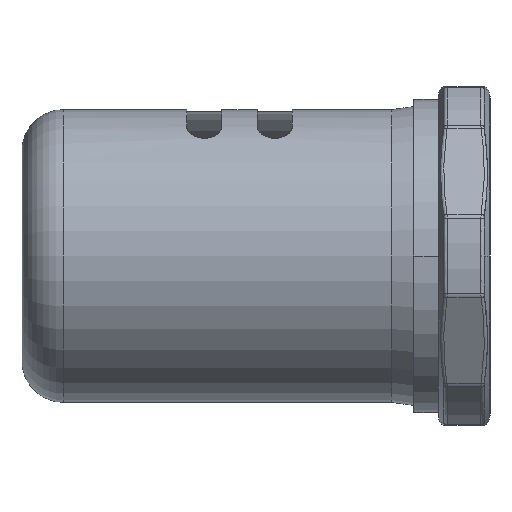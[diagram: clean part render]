
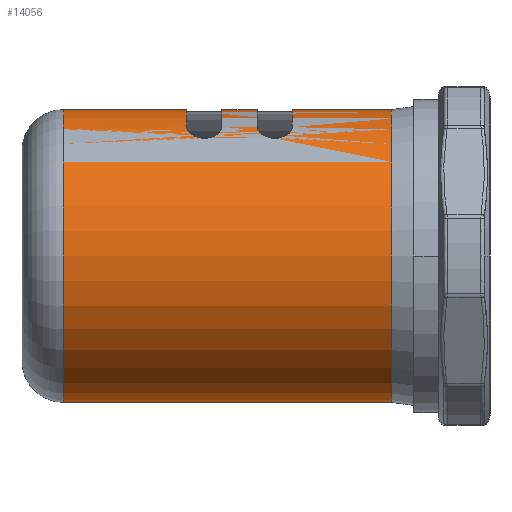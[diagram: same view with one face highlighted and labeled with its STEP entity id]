
A CAD part, left-side view. The second image highlights one B-rep face of the part: STEP entity #14056.
In plain terms, the highlighted cylindrical face has radius 20.765 mm (diameter 41.529 mm), a partial arc.
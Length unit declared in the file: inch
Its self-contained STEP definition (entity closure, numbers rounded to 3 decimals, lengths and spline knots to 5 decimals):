
#13172=CARTESIAN_POINT('',(0.,0.68,0.));
#13173=DIRECTION('',(0.,-1.,0.));
#13174=DIRECTION('',(0.,0.,1.));
#13175=AXIS2_PLACEMENT_3D('',#13172,#13173,#13174);
#13177=DIRECTION('',(0.,1.,0.));
#13178=VECTOR('',#13177,0.55586);
#13179=CARTESIAN_POINT('',(0.,0.12414,0.8175));
#13180=LINE('',#13179,#13178);
#13181=CARTESIAN_POINT('',(0.,0.12414,0.));
#13182=DIRECTION('',(0.,1.,0.));
#13183=DIRECTION('',(0.,0.,-1.));
#13184=AXIS2_PLACEMENT_3D('',#13181,#13182,#13183);
#13186=DIRECTION('',(0.,1.,0.));
#13187=VECTOR('',#13186,1.83586);
#13188=CARTESIAN_POINT('',(0.,0.12414,-0.8175));
#13189=LINE('',#13188,#13187);
#13190=DIRECTION('',(0.,1.,0.));
#13191=VECTOR('',#13190,0.691);
#13192=CARTESIAN_POINT('',(0.,1.269,0.8175));
#13193=LINE('',#13192,#13191);
#13194=CARTESIAN_POINT('',(0.,1.269,0.));
#13195=DIRECTION('',(0.,-1.,0.));
#13196=DIRECTION('',(0.,0.,1.));
#13197=AXIS2_PLACEMENT_3D('',#13194,#13195,#13196);
#13199=CARTESIAN_POINT('',(-0.388,1.074,0.71956));
#13200=CARTESIAN_POINT('',(-0.3948,1.074,0.71589));
#13201=CARTESIAN_POINT('',(-0.40816,1.07538,
0.70844));
#13202=CARTESIAN_POINT('',(-0.42809,1.0818,
0.69658));
#13203=CARTESIAN_POINT('',(-0.44604,1.09227,
0.68519));
#13204=CARTESIAN_POINT('',(-0.46102,1.10587,
0.67517));
#13205=CARTESIAN_POINT('',(-0.4728,1.12204,
0.66695));
#13206=CARTESIAN_POINT('',(-0.48113,1.14029,
0.66094));
#13207=CARTESIAN_POINT('',(-0.48569,1.16092,
0.65758));
#13208=CARTESIAN_POINT('',(-0.48571,1.18193,
0.65757));
#13209=CARTESIAN_POINT('',(-0.48116,1.20265,
0.66092));
#13210=CARTESIAN_POINT('',(-0.47284,1.22089,
0.66692));
#13211=CARTESIAN_POINT('',(-0.46106,1.2371,
0.67514));
#13212=CARTESIAN_POINT('',(-0.44602,1.25075,
0.6852));
#13213=CARTESIAN_POINT('',(-0.42798,1.26125,
0.69664));
#13214=CARTESIAN_POINT('',(-0.40807,1.26764,
0.7085));
#13215=CARTESIAN_POINT('',(-0.39476,1.269,0.71591));
#13216=CARTESIAN_POINT('',(-0.388,1.269,0.71956));
#13218=CARTESIAN_POINT('',(0.,1.074,0.));
#13219=DIRECTION('',(0.,-1.,0.));
#13220=DIRECTION('',(0.,0.,1.));
#13221=AXIS2_PLACEMENT_3D('',#13218,#13219,#13220);
#13223=DIRECTION('',(0.,1.,0.));
#13224=VECTOR('',#13223,0.199);
#13225=CARTESIAN_POINT('',(0.,0.875,0.8175));
#13226=LINE('',#13225,#13224);
#13227=CARTESIAN_POINT('',(0.,0.875,0.));
#13228=DIRECTION('',(0.,-1.,0.));
#13229=DIRECTION('',(0.,0.,1.));
#13230=AXIS2_PLACEMENT_3D('',#13227,#13228,#13229);
#13232=CARTESIAN_POINT('',(-0.388,0.68,0.71956));
#13233=CARTESIAN_POINT('',(-0.3948,0.68,0.71589));
#13234=CARTESIAN_POINT('',(-0.40816,0.68138,
0.70844));
#13235=CARTESIAN_POINT('',(-0.42809,0.6878,
0.69658));
#13236=CARTESIAN_POINT('',(-0.44604,0.69827,
0.68519));
#13237=CARTESIAN_POINT('',(-0.46102,0.71187,
0.67517));
#13238=CARTESIAN_POINT('',(-0.4728,0.72804,
0.66695));
#13239=CARTESIAN_POINT('',(-0.48113,0.74629,
0.66094));
#13240=CARTESIAN_POINT('',(-0.48569,0.76692,
0.65758));
#13241=CARTESIAN_POINT('',(-0.48571,0.78793,
0.65757));
#13242=CARTESIAN_POINT('',(-0.48116,0.80865,
0.66092));
#13243=CARTESIAN_POINT('',(-0.47284,0.82689,
0.66692));
#13244=CARTESIAN_POINT('',(-0.46106,0.8431,
0.67514));
#13245=CARTESIAN_POINT('',(-0.44602,0.85675,
0.6852));
#13246=CARTESIAN_POINT('',(-0.42798,0.86725,
0.69664));
#13247=CARTESIAN_POINT('',(-0.40807,0.87364,
0.7085));
#13248=CARTESIAN_POINT('',(-0.39476,0.875,0.71591));
#13249=CARTESIAN_POINT('',(-0.388,0.875,0.71956));
#13655=CARTESIAN_POINT('',(0.,1.96,0.));
#13656=DIRECTION('',(0.,1.,0.));
#13657=DIRECTION('',(0.,0.,-1.));
#13658=AXIS2_PLACEMENT_3D('',#13655,#13656,#13657);
#13840=CARTESIAN_POINT('',(0.,0.12414,-0.8175));
#13841=CARTESIAN_POINT('',(0.,1.96,-0.8175));
#13842=VERTEX_POINT('',#13840);
#13843=VERTEX_POINT('',#13841);
#13852=CARTESIAN_POINT('',(0.,1.96,0.8175));
#13854=VERTEX_POINT('',#13852);
#13861=CARTESIAN_POINT('',(0.,0.68,0.8175));
#13863=VERTEX_POINT('',#13861);
#13865=CARTESIAN_POINT('',(0.,0.875,0.8175));
#13866=VERTEX_POINT('',#13865);
#13868=CARTESIAN_POINT('',(0.,1.074,0.8175));
#13870=VERTEX_POINT('',#13868);
#13872=CARTESIAN_POINT('',(0.,1.269,0.8175));
#13873=VERTEX_POINT('',#13872);
#13888=CARTESIAN_POINT('',(-0.388,0.68,0.71956));
#13890=VERTEX_POINT('',#13888);
#13892=CARTESIAN_POINT('',(-0.388,0.875,0.71956));
#13894=VERTEX_POINT('',#13892);
#13896=CARTESIAN_POINT('',(-0.388,1.269,0.71956));
#13898=VERTEX_POINT('',#13896);
#13900=CARTESIAN_POINT('',(-0.388,1.074,0.71956));
#13902=VERTEX_POINT('',#13900);
#13904=CARTESIAN_POINT('',(0.,0.12414,0.8175));
#13905=VERTEX_POINT('',#13904);
#14026=CARTESIAN_POINT('',(0.,2.268,0.));
#14027=DIRECTION('',(0.,-1.,0.));
#14028=DIRECTION('',(0.,0.,1.));
#14029=AXIS2_PLACEMENT_3D('',#14026,#14027,#14028);
#14030=CYLINDRICAL_SURFACE('',#14029,0.8175);
#14032=ORIENTED_EDGE('',*,*,#14031,.F.);
#14034=ORIENTED_EDGE('',*,*,#14033,.F.);
#14035=ORIENTED_EDGE('',*,*,#14018,.F.);
#14037=ORIENTED_EDGE('',*,*,#14036,.T.);
#14039=ORIENTED_EDGE('',*,*,#14038,.T.);
#14041=ORIENTED_EDGE('',*,*,#14040,.F.);
#14043=ORIENTED_EDGE('',*,*,#14042,.T.);
#14045=ORIENTED_EDGE('',*,*,#14044,.F.);
#14047=ORIENTED_EDGE('',*,*,#14046,.F.);
#14049=ORIENTED_EDGE('',*,*,#14048,.F.);
#14051=ORIENTED_EDGE('',*,*,#14050,.T.);
#14053=ORIENTED_EDGE('',*,*,#14052,.F.);
#14054=EDGE_LOOP('',(#14032,#14034,#14035,#14037,#14039,#14041,#14043,#14045,
#14047,#14049,#14051,#14053));
#14055=FACE_OUTER_BOUND('',#14054,.F.);
#14056=ADVANCED_FACE('',(#14055),#14030,.T.);
#13176=CIRCLE('',#13175,0.8175);
#13185=CIRCLE('',#13184,0.8175);
#13198=CIRCLE('',#13197,0.8175);
#13217=B_SPLINE_CURVE_WITH_KNOTS('',3,(#13199,#13200,#13201,#13202,#13203,
#13204,#13205,#13206,#13207,#13208,#13209,#13210,#13211,#13212,#13213,#13214,
#13215,#13216),.UNSPECIFIED.,.F.,.F.,(4,1,1,1,1,1,1,1,1,1,1,1,1,1,1,4),(0.,
0.06667,0.13333,0.2,0.26667,0.33333,
0.4,0.46667,0.53333,0.6,0.66667,
0.73333,0.8,0.86667,0.93333,1.),
.UNSPECIFIED.);
#13222=CIRCLE('',#13221,0.8175);
#13231=CIRCLE('',#13230,0.8175);
#13250=B_SPLINE_CURVE_WITH_KNOTS('',3,(#13232,#13233,#13234,#13235,#13236,
#13237,#13238,#13239,#13240,#13241,#13242,#13243,#13244,#13245,#13246,#13247,
#13248,#13249),.UNSPECIFIED.,.F.,.F.,(4,1,1,1,1,1,1,1,1,1,1,1,1,1,1,4),(0.,
0.06667,0.13333,0.2,0.26667,0.33333,
0.4,0.46667,0.53333,0.6,0.66667,
0.73333,0.8,0.86667,0.93333,1.),
.UNSPECIFIED.);
#13659=CIRCLE('',#13658,0.8175);
#14018=EDGE_CURVE('',#13842,#13905,#13185,.T.);
#14031=EDGE_CURVE('',#13863,#13890,#13176,.T.);
#14033=EDGE_CURVE('',#13905,#13863,#13180,.T.);
#14036=EDGE_CURVE('',#13842,#13843,#13189,.T.);
#14038=EDGE_CURVE('',#13843,#13854,#13659,.T.);
#14040=EDGE_CURVE('',#13873,#13854,#13193,.T.);
#14042=EDGE_CURVE('',#13873,#13898,#13198,.T.);
#14044=EDGE_CURVE('',#13902,#13898,#13217,.T.);
#14046=EDGE_CURVE('',#13870,#13902,#13222,.T.);
#14048=EDGE_CURVE('',#13866,#13870,#13226,.T.);
#14050=EDGE_CURVE('',#13866,#13894,#13231,.T.);
#14052=EDGE_CURVE('',#13890,#13894,#13250,.T.);
